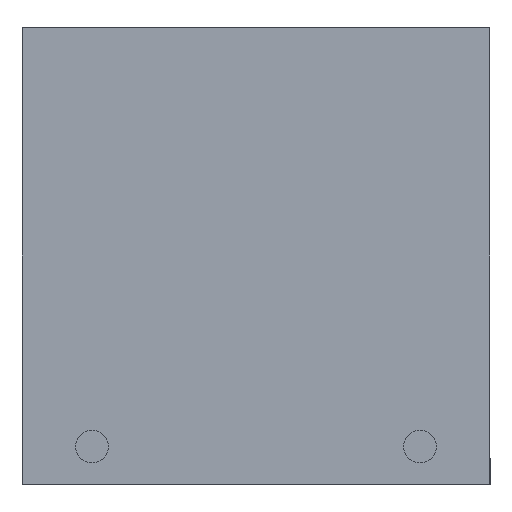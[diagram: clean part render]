
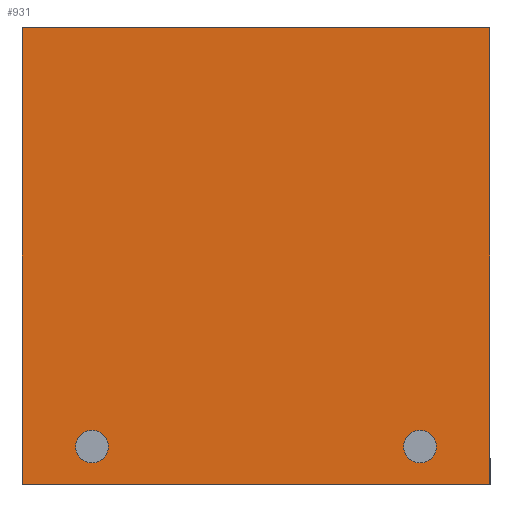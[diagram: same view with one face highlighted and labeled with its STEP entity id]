
A CAD part, left-side view. The second image highlights one B-rep face of the part: STEP entity #931.
In plain terms, the highlighted face is planar.
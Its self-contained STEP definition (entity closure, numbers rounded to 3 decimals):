
#141=CARTESIAN_POINT('',(28.785,37.15,71.752));
#142=VERTEX_POINT('',#141);
#151=CARTESIAN_POINT('',(35.135,37.15,71.752));
#152=VERTEX_POINT('',#151);
#153=CARTESIAN_POINT('',(31.96,37.15,71.752));
#154=DIRECTION('',(0.0,0.0,-1.0));
#155=DIRECTION('',(-1.0,0.0,0.0));
#156=AXIS2_PLACEMENT_3D('',#153,#154,#155);
#157=CIRCLE('',#156,3.175);
#158=EDGE_CURVE('',#152,#142,#157,.T.);
#183=CARTESIAN_POINT('',(-35.135,37.15,71.752));
#184=VERTEX_POINT('',#183);
#193=CARTESIAN_POINT('',(-28.785,37.15,71.752));
#194=VERTEX_POINT('',#193);
#195=CARTESIAN_POINT('',(-31.96,37.15,71.752));
#196=DIRECTION('',(0.0,0.0,-1.0));
#197=DIRECTION('',(-1.0,0.0,0.0));
#198=AXIS2_PLACEMENT_3D('',#195,#196,#197);
#199=CIRCLE('',#198,3.175);
#200=EDGE_CURVE('',#194,#184,#199,.T.);
#310=CARTESIAN_POINT('',(-31.96,37.15,71.752));
#311=DIRECTION('',(0.0,0.0,-1.0));
#312=DIRECTION('',(-1.0,0.0,0.0));
#313=AXIS2_PLACEMENT_3D('',#310,#311,#312);
#314=CIRCLE('',#313,3.175);
#315=EDGE_CURVE('',#184,#194,#314,.T.);
#344=CARTESIAN_POINT('',(31.96,37.15,71.752));
#345=DIRECTION('',(0.0,0.0,-1.0));
#346=DIRECTION('',(-1.0,0.0,0.0));
#347=AXIS2_PLACEMENT_3D('',#344,#345,#346);
#348=CIRCLE('',#347,3.175);
#349=EDGE_CURVE('',#142,#152,#348,.T.);
#781=CARTESIAN_POINT('',(-45.6,44.5,71.752));
#782=VERTEX_POINT('',#781);
#783=CARTESIAN_POINT('',(45.6,44.5,71.752));
#784=VERTEX_POINT('',#783);
#785=CARTESIAN_POINT('',(-45.6,44.5,71.752));
#786=DIRECTION('',(1.0,0.0,0.0));
#787=VECTOR('',#786,91.2);
#788=LINE('',#785,#787);
#789=EDGE_CURVE('',#782,#784,#788,.T.);
#821=CARTESIAN_POINT('',(45.6,-44.5,71.752));
#822=VERTEX_POINT('',#821);
#823=CARTESIAN_POINT('',(45.6,44.5,71.752));
#824=DIRECTION('',(0.0,-1.0,0.0));
#825=VECTOR('',#824,89.0);
#826=LINE('',#823,#825);
#827=EDGE_CURVE('',#784,#822,#826,.T.);
#858=CARTESIAN_POINT('',(-45.6,-44.5,71.752));
#859=VERTEX_POINT('',#858);
#860=CARTESIAN_POINT('',(45.6,-44.5,71.752));
#861=DIRECTION('',(-1.0,0.0,0.0));
#862=VECTOR('',#861,91.2);
#863=LINE('',#860,#862);
#864=EDGE_CURVE('',#822,#859,#863,.T.);
#889=CARTESIAN_POINT('',(-45.6,-44.5,71.752));
#890=DIRECTION('',(0.0,1.0,0.0));
#891=VECTOR('',#890,89.0);
#892=LINE('',#889,#891);
#893=EDGE_CURVE('',#859,#782,#892,.T.);
#912=CARTESIAN_POINT('',(-45.6,44.5,71.752));
#913=DIRECTION('',(0.0,0.0,1.0));
#914=DIRECTION('',(1.0,0.0,0.0));
#915=AXIS2_PLACEMENT_3D('',#912,#913,#914);
#916=PLANE('',#915);
#917=ORIENTED_EDGE('',*,*,#789,.F.);
#918=ORIENTED_EDGE('',*,*,#893,.F.);
#919=ORIENTED_EDGE('',*,*,#864,.F.);
#920=ORIENTED_EDGE('',*,*,#827,.F.);
#921=EDGE_LOOP('',(#917,#918,#919,#920));
#922=FACE_OUTER_BOUND('',#921,.T.);
#923=ORIENTED_EDGE('',*,*,#315,.T.);
#924=ORIENTED_EDGE('',*,*,#200,.T.);
#925=EDGE_LOOP('',(#923,#924));
#926=FACE_BOUND('',#925,.T.);
#927=ORIENTED_EDGE('',*,*,#349,.T.);
#928=ORIENTED_EDGE('',*,*,#158,.T.);
#929=EDGE_LOOP('',(#927,#928));
#930=FACE_BOUND('',#929,.T.);
#931=ADVANCED_FACE('',(#922,#926,#930),#916,.T.);
